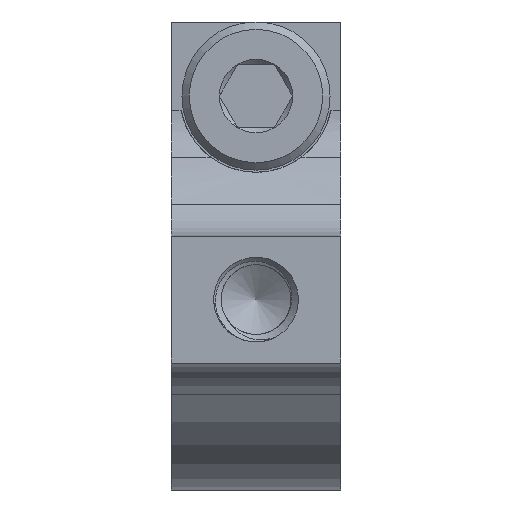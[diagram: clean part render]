
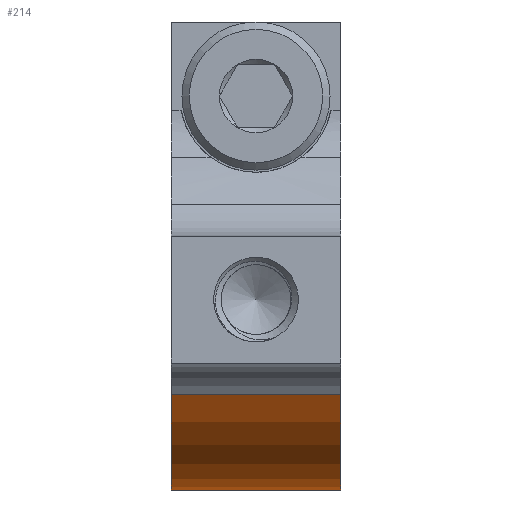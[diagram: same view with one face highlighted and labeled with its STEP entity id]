
A CAD part, left-side view. The second image highlights one B-rep face of the part: STEP entity #214.
In plain terms, the highlighted cylindrical face has radius 9 mm (diameter 18 mm), a partial arc.
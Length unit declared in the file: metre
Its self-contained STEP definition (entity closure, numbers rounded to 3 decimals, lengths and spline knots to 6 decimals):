
#214 = ADVANCED_FACE( '', ( #437 ), #438, .T. );
#437 = FACE_OUTER_BOUND( '', #2261, .T. );
#438 = CYLINDRICAL_SURFACE( '', #2262, 0.009 );
#2261 = EDGE_LOOP( '', ( #3350, #3351, #3352, #3353 ) );
#2262 = AXIS2_PLACEMENT_3D( '', #3354, #3355, #3356 );
#3350 = ORIENTED_EDGE( '', *, *, #3701, .T. );
#3351 = ORIENTED_EDGE( '', *, *, #3790, .T. );
#3352 = ORIENTED_EDGE( '', *, *, #3791, .F. );
#3353 = ORIENTED_EDGE( '', *, *, #3792, .F. );
#3354 = CARTESIAN_POINT( '', ( 0., -0.008, 0. ) );
#3355 = DIRECTION( '', ( 0., -1., 0. ) );
#3356 = DIRECTION( '', ( -1., 0., 0. ) );
#3701 = EDGE_CURVE( '', #3992, #3990, #3993, .T. );
#3790 = EDGE_CURVE( '', #3990, #4119, #4120, .T. );
#3791 = EDGE_CURVE( '', #4121, #4119, #4122, .T. );
#3792 = EDGE_CURVE( '', #3992, #4121, #4123, .T. );
#3990 = VERTEX_POINT( '', #5444 );
#3992 = VERTEX_POINT( '', #5446 );
#3993 = CIRCLE( '', #5447, 0.009 );
#4119 = VERTEX_POINT( '', #6391 );
#4120 = LINE( '', #6392, #6393 );
#4121 = VERTEX_POINT( '', #6394 );
#4122 = CIRCLE( '', #6395, 0.009 );
#4123 = LINE( '', #6396, #6397 );
#5444 = CARTESIAN_POINT( '', ( 0.007794, 0., -0.0045 ) );
#5446 = CARTESIAN_POINT( '', ( -0.007794, 0., -0.0045 ) );
#5447 = AXIS2_PLACEMENT_3D( '', #6908, #6909, #6910 );
#6391 = CARTESIAN_POINT( '', ( 0.007794, -0.008, -0.0045 ) );
#6392 = CARTESIAN_POINT( '', ( 0.007794, 0.003, -0.0045 ) );
#6393 = VECTOR( '', #7009, 1. );
#6394 = CARTESIAN_POINT( '', ( -0.007794, -0.008, -0.0045 ) );
#6395 = AXIS2_PLACEMENT_3D( '', #7010, #7011, #7012 );
#6396 = CARTESIAN_POINT( '', ( -0.007794, 0.003, -0.0045 ) );
#6397 = VECTOR( '', #7013, 1. );
#6908 = CARTESIAN_POINT( '', ( 0., 0., 0. ) );
#6909 = DIRECTION( '', ( 0., -1., 0. ) );
#6910 = DIRECTION( '', ( 1., 0., 0. ) );
#7009 = DIRECTION( '', ( 0., -1., 0. ) );
#7010 = CARTESIAN_POINT( '', ( 0., -0.008, 0. ) );
#7011 = DIRECTION( '', ( 0., -1., 0. ) );
#7012 = DIRECTION( '', ( 1., 0., 0. ) );
#7013 = DIRECTION( '', ( 0., -1., 0. ) );
